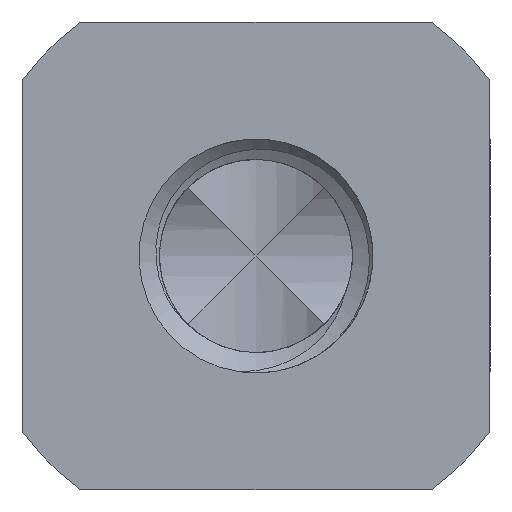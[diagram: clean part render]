
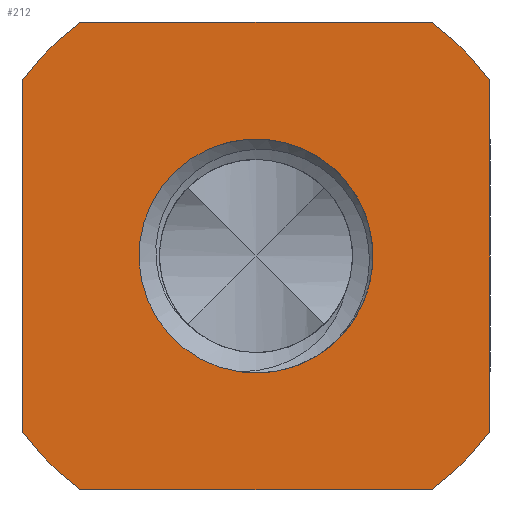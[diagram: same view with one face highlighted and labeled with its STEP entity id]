
A CAD part, front view. The second image highlights one B-rep face of the part: STEP entity #212.
In plain terms, the highlighted planar face has unit normal (0, -1, 0).
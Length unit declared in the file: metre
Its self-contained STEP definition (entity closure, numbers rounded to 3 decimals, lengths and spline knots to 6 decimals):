
#212 = ADVANCED_FACE( 'NONE', ( #531, #532 ), #533, .F. );
#531 = FACE_OUTER_BOUND( '', #1498, .T. );
#532 = FACE_BOUND( '', #1499, .T. );
#533 = PLANE( '', #1500 );
#1498 = EDGE_LOOP( '', ( #3169, #3170, #3171, #3172, #3173, #3174, #3175, #3176 ) );
#1499 = EDGE_LOOP( '', ( #3177, #3178 ) );
#1500 = AXIS2_PLACEMENT_3D( '', #3179, #3180, #3181 );
#3169 = ORIENTED_EDGE( '', *, *, #4527, .F. );
#3170 = ORIENTED_EDGE( '', *, *, #4528, .F. );
#3171 = ORIENTED_EDGE( '', *, *, #4388, .F. );
#3172 = ORIENTED_EDGE( '', *, *, #4529, .F. );
#3173 = ORIENTED_EDGE( '', *, *, #4311, .T. );
#3174 = ORIENTED_EDGE( '', *, *, #4530, .F. );
#3175 = ORIENTED_EDGE( '', *, *, #4531, .T. );
#3176 = ORIENTED_EDGE( '', *, *, #4433, .F. );
#3177 = ORIENTED_EDGE( '', *, *, #4288, .T. );
#3178 = ORIENTED_EDGE( '', *, *, #4532, .T. );
#3179 = CARTESIAN_POINT( '', ( 0., -0.004, 0. ) );
#3180 = DIRECTION( '', ( 0., 1., 0. ) );
#3181 = DIRECTION( '', ( 1., 0., 0. ) );
#4288 = EDGE_CURVE( 'NONE', #4976, #5004, #5006, .T. );
#4311 = EDGE_CURVE( 'NONE', #5048, #5049, #5050, .T. );
#4388 = EDGE_CURVE( 'NONE', #5190, #5191, #5192, .T. );
#4433 = EDGE_CURVE( 'NONE', #5274, #5275, #5276, .T. );
#4527 = EDGE_CURVE( 'NONE', #5439, #5274, #5440, .T. );
#4528 = EDGE_CURVE( 'NONE', #5191, #5439, #5441, .T. );
#4529 = EDGE_CURVE( 'NONE', #5048, #5190, #5442, .T. );
#4530 = EDGE_CURVE( 'NONE', #5443, #5049, #5444, .T. );
#4531 = EDGE_CURVE( 'NONE', #5443, #5275, #5445, .T. );
#4532 = EDGE_CURVE( 'NONE', #5004, #4976, #5446, .T. );
#4976 = VERTEX_POINT( 'NONE', #6563 );
#5004 = VERTEX_POINT( 'NONE', #6786 );
#5006 = CIRCLE( '', #6799, 0.002 );
#5048 = VERTEX_POINT( 'NONE', #7060 );
#5049 = VERTEX_POINT( 'NONE', #7061 );
#5050 = LINE( '', #7062, #7063 );
#5190 = VERTEX_POINT( 'NONE', #7620 );
#5191 = VERTEX_POINT( 'NONE', #7621 );
#5192 = LINE( '', #7622, #7623 );
#5274 = VERTEX_POINT( 'NONE', #7944 );
#5275 = VERTEX_POINT( 'NONE', #7945 );
#5276 = CIRCLE( '', #7946, 0.005 );
#5439 = VERTEX_POINT( 'NONE', #8673 );
#5440 = LINE( '', #8674, #8675 );
#5441 = CIRCLE( '', #8676, 0.005 );
#5442 = CIRCLE( '', #8677, 0.005 );
#5443 = VERTEX_POINT( 'NONE', #8678 );
#5444 = CIRCLE( '', #8679, 0.005 );
#5445 = LINE( '', #8680, #8681 );
#5446 = CIRCLE( '', #8682, 0.002 );
#6563 = CARTESIAN_POINT( '', ( 0.001205, -0.004, -0.001596 ) );
#6786 = CARTESIAN_POINT( '', ( -0.000298, -0.004, -0.001978 ) );
#6799 = AXIS2_PLACEMENT_3D( '', #10630, #10631, #10632 );
#7060 = CARTESIAN_POINT( '', ( -0.003, -0.004, -0.004 ) );
#7061 = CARTESIAN_POINT( '', ( 0.003, -0.004, -0.004 ) );
#7062 = CARTESIAN_POINT( '', ( 0., -0.004, -0.004 ) );
#7063 = VECTOR( '', #10645, 1. );
#7620 = CARTESIAN_POINT( '', ( -0.004, -0.004, -0.003 ) );
#7621 = CARTESIAN_POINT( '', ( -0.004, -0.004, 0.003 ) );
#7622 = CARTESIAN_POINT( '', ( -0.004, -0.004, 0. ) );
#7623 = VECTOR( '', #10712, 1. );
#7944 = CARTESIAN_POINT( '', ( 0.003, -0.004, 0.004 ) );
#7945 = CARTESIAN_POINT( '', ( 0.004, -0.004, 0.003 ) );
#7946 = AXIS2_PLACEMENT_3D( '', #10758, #10759, #10760 );
#8673 = CARTESIAN_POINT( '', ( -0.003, -0.004, 0.004 ) );
#8674 = CARTESIAN_POINT( '', ( 0., -0.004, 0.004 ) );
#8675 = VECTOR( '', #10834, 1. );
#8676 = AXIS2_PLACEMENT_3D( '', #10835, #10836, #10837 );
#8677 = AXIS2_PLACEMENT_3D( '', #10838, #10839, #10840 );
#8678 = CARTESIAN_POINT( '', ( 0.004, -0.004, -0.003 ) );
#8679 = AXIS2_PLACEMENT_3D( '', #10841, #10842, #10843 );
#8680 = CARTESIAN_POINT( '', ( 0.004, -0.004, 0. ) );
#8681 = VECTOR( '', #10844, 1. );
#8682 = AXIS2_PLACEMENT_3D( '', #10845, #10846, #10847 );
#10630 = CARTESIAN_POINT( '', ( 0., -0.004, 0. ) );
#10631 = DIRECTION( '', ( 0., 1., 0. ) );
#10632 = DIRECTION( '', ( 0., 0., 1. ) );
#10645 = DIRECTION( '', ( 1., 0., 0. ) );
#10712 = DIRECTION( '', ( 0., 0., 1. ) );
#10758 = CARTESIAN_POINT( '', ( 0., -0.004, 0. ) );
#10759 = DIRECTION( '', ( 0., 1., 0. ) );
#10760 = DIRECTION( '', ( 0., 0., 1. ) );
#10834 = DIRECTION( '', ( 1., 0., 0. ) );
#10835 = CARTESIAN_POINT( '', ( 0., -0.004, 0. ) );
#10836 = DIRECTION( '', ( 0., 1., 0. ) );
#10837 = DIRECTION( '', ( 0., 0., 1. ) );
#10838 = CARTESIAN_POINT( '', ( 0., -0.004, 0. ) );
#10839 = DIRECTION( '', ( 0., 1., 0. ) );
#10840 = DIRECTION( '', ( 0., 0., 1. ) );
#10841 = CARTESIAN_POINT( '', ( 0., -0.004, 0. ) );
#10842 = DIRECTION( '', ( 0., 1., 0. ) );
#10843 = DIRECTION( '', ( 0., 0., 1. ) );
#10844 = DIRECTION( '', ( 0., 0., 1. ) );
#10845 = CARTESIAN_POINT( '', ( 0., -0.004, 0. ) );
#10846 = DIRECTION( '', ( 0., 1., 0. ) );
#10847 = DIRECTION( '', ( 0., 0., 1. ) );
